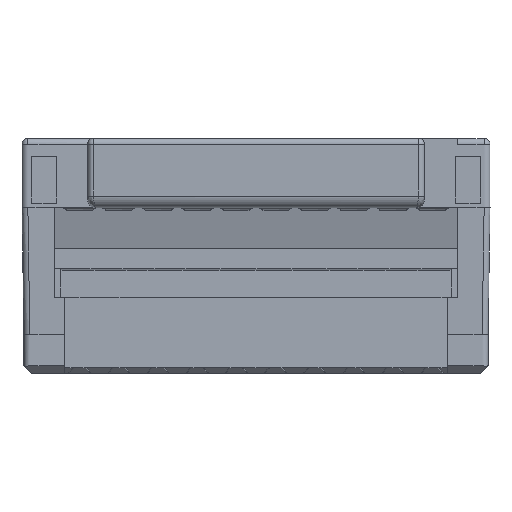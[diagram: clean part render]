
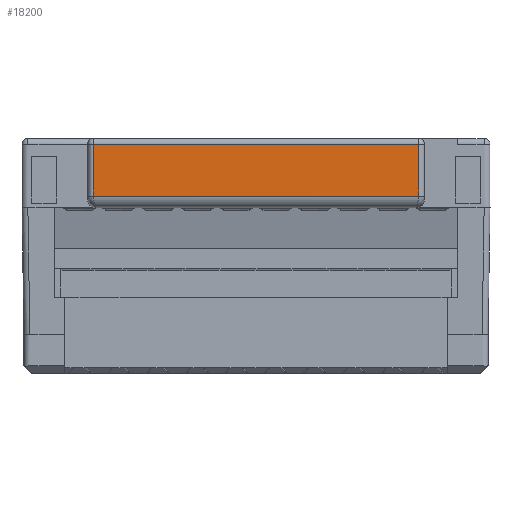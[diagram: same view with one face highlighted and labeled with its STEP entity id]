
A CAD part, left-side view. The second image highlights one B-rep face of the part: STEP entity #18200.
In plain terms, the highlighted planar face has unit normal (-1, 0, 0).
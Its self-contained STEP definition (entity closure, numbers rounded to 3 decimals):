
#3060=CARTESIAN_POINT('',(-37.133,-6.065,
130.915));
#3070=VERTEX_POINT('',#3060);
#17830=CARTESIAN_POINT('',(-37.133,-9.215,
130.08));
#17840=DIRECTION('',(-1.,0.,0.));
#17850=DIRECTION('',(0.,-1.,0.));
#17860=AXIS2_PLACEMENT_3D('',#17830,#17840,#17850);
#17870=PLANE('',#17860);
#17880=CARTESIAN_POINT('',(-37.133,-13.872,
129.595));
#17890=DIRECTION('',(0.,-1.,0.));
#17900=VECTOR('',#17890,1.);
#17910=LINE('',#17880,#17900);
#17920=CARTESIAN_POINT('',(-37.133,-6.065,
129.595));
#17930=VERTEX_POINT('',#17920);
#17940=CARTESIAN_POINT('',(-37.133,-14.365,
129.595));
#17950=VERTEX_POINT('',#17940);
#17960=EDGE_CURVE('',#17930,#17950,#17910,.T.);
#17970=ORIENTED_EDGE('',*,*,#17960,.T.);
#17980=CARTESIAN_POINT('',(-37.133,-6.065,
127.709));
#17990=DIRECTION('',(0.,0.,-1.));
#18000=VECTOR('',#17990,1.);
#18010=LINE('',#17980,#18000);
#18020=EDGE_CURVE('',#3070,#17930,#18010,.T.);
#18030=ORIENTED_EDGE('',*,*,#18020,.T.);
#18040=CARTESIAN_POINT('',(-37.133,-13.872,
130.915));
#18050=DIRECTION('',(0.,1.,0.));
#18060=VECTOR('',#18050,1.);
#18070=LINE('',#18040,#18060);
#18080=CARTESIAN_POINT('',(-37.133,-14.365,
130.915));
#18090=VERTEX_POINT('',#18080);
#18100=EDGE_CURVE('',#18090,#3070,#18070,.T.);
#18110=ORIENTED_EDGE('',*,*,#18100,.T.);
#18120=CARTESIAN_POINT('',(-37.133,-14.365,
127.709));
#18130=DIRECTION('',(0.,0.,-1.));
#18140=VECTOR('',#18130,1.);
#18150=LINE('',#18120,#18140);
#18160=EDGE_CURVE('',#18090,#17950,#18150,.T.);
#18170=ORIENTED_EDGE('',*,*,#18160,.F.);
#18180=EDGE_LOOP('',(#18170,#18110,#18030,#17970));
#18190=FACE_OUTER_BOUND('',#18180,.T.);
#18200=ADVANCED_FACE('',(#18190),#17870,.T.);
